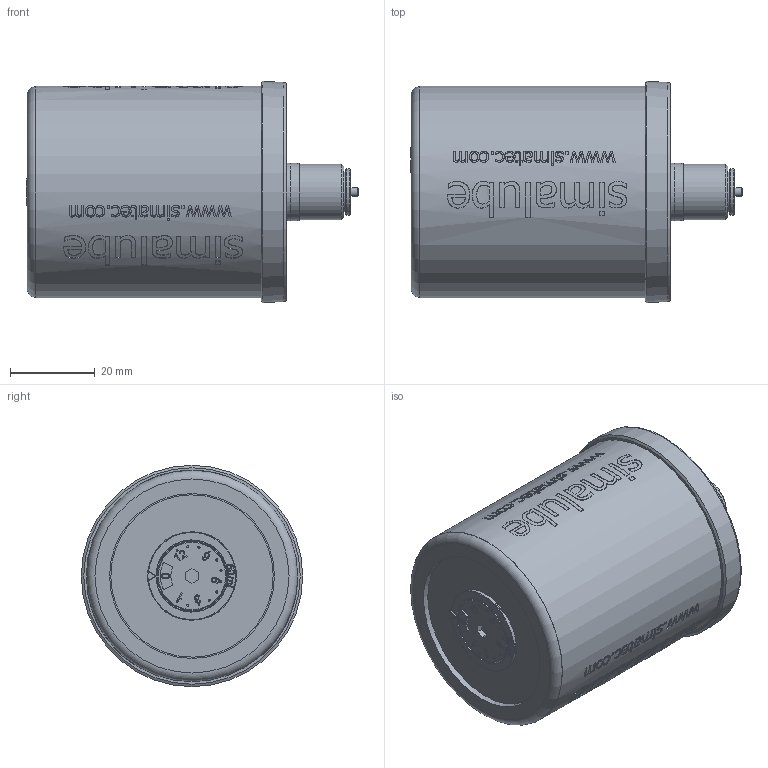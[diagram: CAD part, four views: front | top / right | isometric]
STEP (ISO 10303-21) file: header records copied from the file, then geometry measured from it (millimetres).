
FILE_DESCRIPTION((''),'2;1');
FILE_NAME('SL00_60.stp','2011-12-05T08:29:37',('pascalzweiacker'),(''),'Autodesk Inventor 2012','Autodesk Inventor 2012','');
FILE_SCHEMA(('AUTOMOTIVE_DESIGN { 1 0 10303 214 1 1 1 1 }'));
Length unit declared in the file: millimetre
Products named in the file (1): SL00_60
Bounding box: 78.54 x 52.36 x 52.36 mm (x, y, z)
Volume: 122029.6 mm3; surface area: 15049.2 mm2
Topology: 1 solids, 3 shells, 1465 faces, 3914 edges, 2593 vertices
Faces by surface type: bspline 721, plane 553, cylinder 150, cone 29, torus 12
Full cylindrical faces by diameter (mm): 0.4 x5, 0.5 x7, 1 x1, 2 x1, 5.2 x1, 6.6 x1, 9.5 x1, 11 x1, 13.157 x1, 16.1 x1, 16.65 x1, 17.05 x1, 20.85 x1, 20.92 x1, 38.4 x1, 39 x1, 50 x1
Entity records: 206534 total; most frequent: CARTESIAN_POINT 175652, ORIENTED_EDGE 7714, DIRECTION 3870, EDGE_CURVE 3857, VERTEX_POINT 2580, B_SPLINE_CURVE_WITH_KNOTS 1664, EDGE_LOOP 1655, VECTOR 1594
